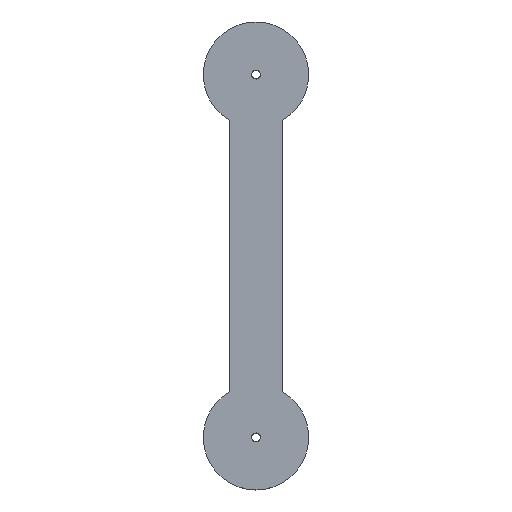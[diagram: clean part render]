
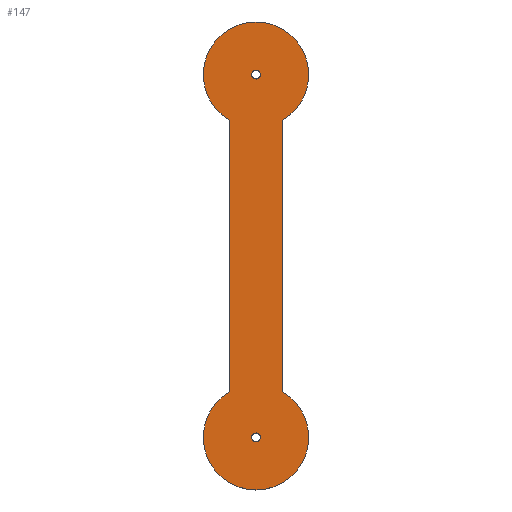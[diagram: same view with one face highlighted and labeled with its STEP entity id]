
A CAD part, top view. The second image highlights one B-rep face of the part: STEP entity #147.
In plain terms, the highlighted planar face has unit normal (0, 0, 1).
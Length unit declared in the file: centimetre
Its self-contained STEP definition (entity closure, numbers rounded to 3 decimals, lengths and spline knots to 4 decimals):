
#23=LINE('',#234,#31);
#27=LINE('',#246,#35);
#31=VECTOR('',#189,1.);
#35=VECTOR('',#201,1.);
#39=PLANE('',#166);
#43=FACE_BOUND('',#64,.T.);
#44=FACE_BOUND('',#65,.T.);
#53=FACE_OUTER_BOUND('',#63,.T.);
#63=EDGE_LOOP('',(#125,#126,#127,#128));
#64=EDGE_LOOP('',(#129));
#65=EDGE_LOOP('',(#130));
#69=CIRCLE('',#153,0.3112);
#71=CIRCLE('',#156,0.3112);
#74=CIRCLE('',#161,3.81);
#76=CIRCLE('',#165,3.81);
#77=VERTEX_POINT('',#218);
#79=VERTEX_POINT('',#223);
#83=VERTEX_POINT('',#231);
#84=VERTEX_POINT('',#233);
#86=VERTEX_POINT('',#239);
#88=VERTEX_POINT('',#245);
#89=EDGE_CURVE('',#77,#77,#69,.T.);
#91=EDGE_CURVE('',#79,#79,#71,.T.);
#95=EDGE_CURVE('',#84,#83,#23,.T.);
#98=EDGE_CURVE('',#86,#84,#74,.T.);
#101=EDGE_CURVE('',#88,#86,#27,.T.);
#104=EDGE_CURVE('',#83,#88,#76,.T.);
#125=ORIENTED_EDGE('',*,*,#104,.T.);
#126=ORIENTED_EDGE('',*,*,#101,.T.);
#127=ORIENTED_EDGE('',*,*,#98,.T.);
#128=ORIENTED_EDGE('',*,*,#95,.T.);
#129=ORIENTED_EDGE('',*,*,#91,.T.);
#130=ORIENTED_EDGE('',*,*,#89,.T.);
#147=ADVANCED_FACE('',(#53,#43,#44),#39,.T.);
#153=AXIS2_PLACEMENT_3D('',#219,#175,#176);
#156=AXIS2_PLACEMENT_3D('',#224,#181,#182);
#161=AXIS2_PLACEMENT_3D('',#240,#195,#196);
#165=AXIS2_PLACEMENT_3D('',#250,#207,#208);
#166=AXIS2_PLACEMENT_3D('',#251,#209,#210);
#175=DIRECTION('center_axis',(0.,0.,-1.));
#176=DIRECTION('ref_axis',(1.,0.,0.));
#181=DIRECTION('center_axis',(0.,0.,-1.));
#182=DIRECTION('ref_axis',(1.,0.,0.));
#189=DIRECTION('',(0.,1.,0.));
#195=DIRECTION('center_axis',(0.,0.,1.));
#196=DIRECTION('ref_axis',(1.,0.,0.));
#201=DIRECTION('',(0.,-1.,0.));
#207=DIRECTION('center_axis',(0.,0.,1.));
#208=DIRECTION('ref_axis',(1.,0.,0.));
#209=DIRECTION('center_axis',(0.,0.,1.));
#210=DIRECTION('ref_axis',(1.,0.,0.));
#218=CARTESIAN_POINT('',(-0.3112,0.,0.6));
#219=CARTESIAN_POINT('Origin',(0.,0.,0.6));
#223=CARTESIAN_POINT('',(-0.3112,26.2128,0.6));
#224=CARTESIAN_POINT('Origin',(0.,26.2128,0.6));
#231=CARTESIAN_POINT('',(1.905,22.9132,0.6));
#233=CARTESIAN_POINT('',(1.905,3.2996,0.6));
#234=CARTESIAN_POINT('',(1.905,29.5124,0.6));
#239=CARTESIAN_POINT('',(-1.905,3.2996,0.6));
#240=CARTESIAN_POINT('Origin',(0.,0.,0.6));
#245=CARTESIAN_POINT('',(-1.905,22.9132,0.6));
#246=CARTESIAN_POINT('',(-1.905,3.2996,0.6));
#250=CARTESIAN_POINT('Origin',(0.,26.2128,0.6));
#251=CARTESIAN_POINT('Origin',(0.,13.1064,0.6));
